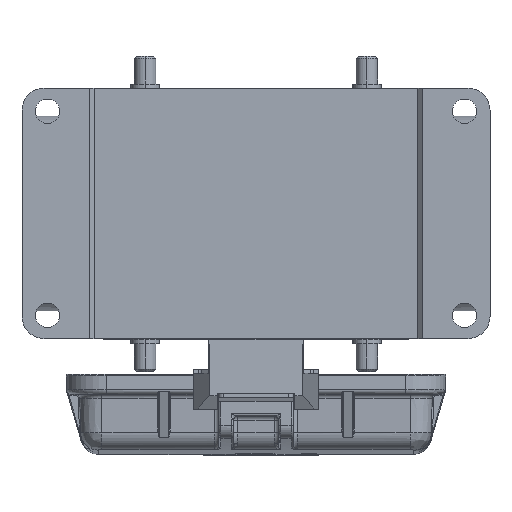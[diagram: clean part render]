
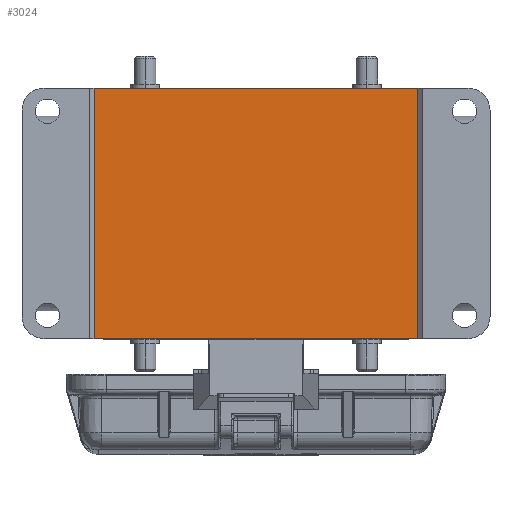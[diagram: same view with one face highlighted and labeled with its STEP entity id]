
A CAD part, top view. The second image highlights one B-rep face of the part: STEP entity #3024.
In plain terms, the highlighted planar face has unit normal (0, 0, 1).
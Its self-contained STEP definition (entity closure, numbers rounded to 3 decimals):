
#1414=FACE_OUTER_BOUND('',#5292,.T.);
#3024=ADVANCED_FACE('NONE',(#1414),#3621,.F.);
#3621=PLANE('',#18519);
#5292=EDGE_LOOP('',(#9000,#9001,#9002,#9003));
#9000=ORIENTED_EDGE('',*,*,#14337,.F.);
#9001=ORIENTED_EDGE('',*,*,#14338,.F.);
#9002=ORIENTED_EDGE('',*,*,#14307,.F.);
#9003=ORIENTED_EDGE('',*,*,#14339,.F.);
#12020=VERTEX_POINT('',#32025);
#12021=VERTEX_POINT('',#32027);
#12045=VERTEX_POINT('',#32092);
#12046=VERTEX_POINT('',#32093);
#14307=EDGE_CURVE('NONE',#12020,#12021,#15907,.T.);
#14337=EDGE_CURVE('NONE',#12045,#12046,#15922,.T.);
#14338=EDGE_CURVE('NONE',#12021,#12045,#15923,.T.);
#14339=EDGE_CURVE('NONE',#12046,#12020,#15924,.T.);
#15907=LINE('',#32026,#17116);
#15922=LINE('',#32091,#17131);
#15923=LINE('',#32094,#17132);
#15924=LINE('',#32095,#17133);
#17116=VECTOR('',#21742,1.);
#17131=VECTOR('',#21797,1.);
#17132=VECTOR('',#21798,1.);
#17133=VECTOR('',#21799,1.);
#18519=AXIS2_PLACEMENT_3D('',#32096,#21800,#21801);
#21742=DIRECTION('',(1.,0.,0.));
#21797=DIRECTION('',(-1.,0.,0.));
#21798=DIRECTION('',(0.,-1.,0.));
#21799=DIRECTION('',(0.,1.,0.));
#21800=DIRECTION('',(0.,0.,-1.));
#21801=DIRECTION('',(-1.,0.,0.));
#32025=CARTESIAN_POINT('',(-36.5,28.25,-1.));
#32026=CARTESIAN_POINT('',(0.,28.25,-1.));
#32027=CARTESIAN_POINT('',(36.5,28.25,-1.));
#32091=CARTESIAN_POINT('',(-36.5,-28.25,-1.));
#32092=CARTESIAN_POINT('',(36.5,-28.25,-1.));
#32093=CARTESIAN_POINT('',(-36.5,-28.25,-1.));
#32094=CARTESIAN_POINT('',(36.5,-28.,-1.));
#32095=CARTESIAN_POINT('',(-36.5,-28.,-1.));
#32096=CARTESIAN_POINT('',(-36.5,-28.,-1.));
